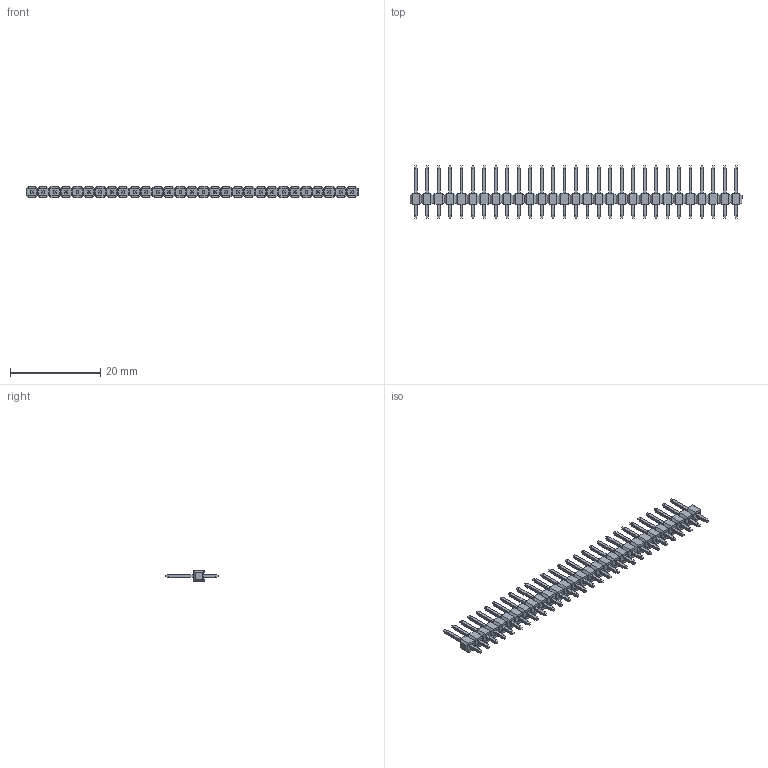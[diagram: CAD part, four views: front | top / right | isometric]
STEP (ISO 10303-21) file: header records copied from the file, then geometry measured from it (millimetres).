
FILE_DESCRIPTION (( 'STEP AP214' ), '1' );
FILE_NAME ('HEADER 1X29.STEP', '2013-11-27T10:01:15', ( '' ), ( '' ), 'SwSTEP 2.0', 'SolidWorks 2012', '' );
FILE_SCHEMA (( 'AUTOMOTIVE_DESIGN' ));
Length unit declared in the file: millimetre
Products named in the file (1): HEADER 1X29
Bounding box: 73.66 x 11.54 x 2.5 mm (x, y, z)
Volume: 496 mm3; surface area: 1473.5 mm2
Topology: 1 solids, 1 shells, 988 faces, 2208 edges, 1280 vertices
Faces by surface type: plane 988
Entity records: 36935 total; most frequent: CARTESIAN_POINT 4477, ORIENTED_EDGE 4416, DIRECTION 4186, LINE 2208, EDGE_CURVE 2208, VECTOR 2208, VERTEX_POINT 1280, EDGE_LOOP 1046
